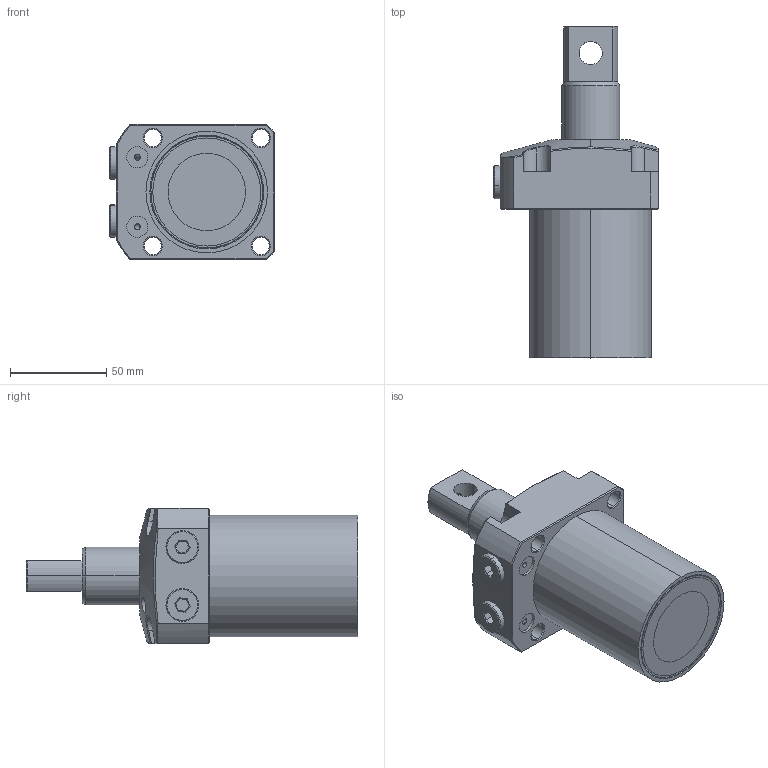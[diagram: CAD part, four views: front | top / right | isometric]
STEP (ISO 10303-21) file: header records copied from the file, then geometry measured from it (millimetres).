
FILE_DESCRIPTION (( 'STEP AP203' ), '1' );
FILE_NAME ('CHA-065PD-90油压转角缸三维图.STEP', '2019-04-12T09:09:47', ( 'User' ), ( 'china' ), 'SwSTEP 2.0', 'SolidWorks 2018', '' );
FILE_SCHEMA (( 'CONFIG_CONTROL_DESIGN' ));
Length unit declared in the file: millimetre
Products named in the file (7): 掛极; 1-4黑芛; hex socket set screws with flat point gb_GB_FASTENER_SCREWS_HSFP M4X5-S; 綴裔; S裝; 活塞杆65DR; CHA-065PD-90油压转角缸三维图
Assembly tree (7 placements, depth 2):
  CHA-065PD-90油压转角缸三维图
    掛极
    1-4黑芛  x2
    hex socket set screws with flat point gb_GB_FASTENER_SCREWS_HSFP M4X5-S
    綴裔
    S裝
    活塞杆65DR
Bounding box: 85.3 x 172 x 70 mm (x, y, z)
Volume: 418076.2 mm3; surface area: 90806.6 mm2
Topology: 7 solids, 7 shells, 318 faces, 709 edges, 421 vertices
Faces by surface type: plane 99, cylinder 98, cone 93, bspline 22, torus 6
Entity records: 11734 total; most frequent: CARTESIAN_POINT 4445, DIRECTION 1393, ORIENTED_EDGE 1322, EDGE_CURVE 661, AXIS2_PLACEMENT_3D 551, VERTEX_POINT 393, EDGE_LOOP 336, ADVANCED_FACE 296
